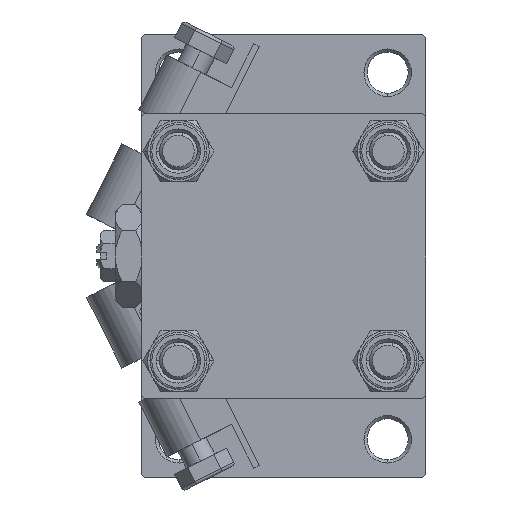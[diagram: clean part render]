
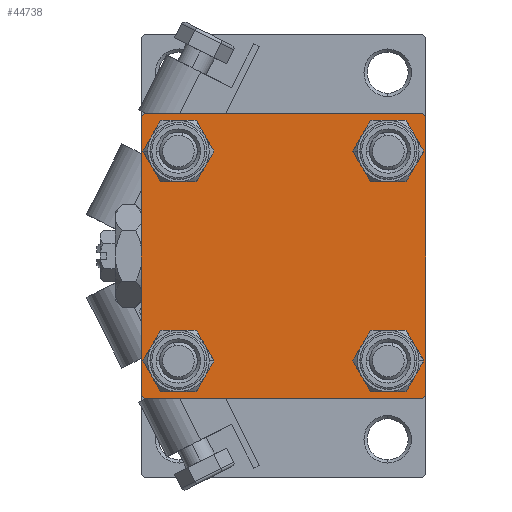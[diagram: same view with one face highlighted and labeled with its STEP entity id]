
A CAD part, left-side view. The second image highlights one B-rep face of the part: STEP entity #44738.
In plain terms, the highlighted planar face has unit normal (-1, 0, 0).
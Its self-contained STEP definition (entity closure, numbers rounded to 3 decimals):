
#125 = VECTOR ( 'NONE', #31890, 1000. ) ;
#359 = DIRECTION ( 'NONE',  ( 0., -0.707, -0.707 ) ) ;
#628 = DIRECTION ( 'NONE',  ( 0., 0., 1. ) ) ;
#791 = CARTESIAN_POINT ( 'NONE',  ( 0., -16.6, -16.6 ) ) ;
#1264 = VERTEX_POINT ( 'NONE', #28942 ) ;
#1517 = LINE ( 'NONE', #36507, #16581 ) ;
#2031 = FACE_OUTER_BOUND ( 'NONE', #46139, .T. ) ;
#2535 = CARTESIAN_POINT ( 'NONE',  ( 0., 0., 0. ) ) ;
#3150 = DIRECTION ( 'NONE',  ( 0., 0.707, 0.707 ) ) ;
#3371 = ORIENTED_EDGE ( 'NONE', *, *, #31632, .T. ) ;
#4249 = LINE ( 'NONE', #15917, #125 ) ;
#4610 = VERTEX_POINT ( 'NONE', #37346 ) ;
#4626 = DIRECTION ( 'NONE',  ( 0., 0., 1. ) ) ;
#5570 = CARTESIAN_POINT ( 'NONE',  ( 0., -22.5, 22.5 ) ) ;
#6098 = DIRECTION ( 'NONE',  ( 1., 0., 0. ) ) ;
#6593 = CARTESIAN_POINT ( 'NONE',  ( 0., -16.6, 16.6 ) ) ;
#7358 = VERTEX_POINT ( 'NONE', #8256 ) ;
#7768 = CIRCLE ( 'NONE', #36124, 3.5 ) ;
#8031 = EDGE_CURVE ( 'NONE', #18648, #36755, #48990, .T. ) ;
#8256 = CARTESIAN_POINT ( 'NONE',  ( 0., -16.6, 13.1 ) ) ;
#8454 = CARTESIAN_POINT ( 'NONE',  ( 0., -22., -22.5 ) ) ;
#9051 = LINE ( 'NONE', #24514, #26082 ) ;
#9109 = ORIENTED_EDGE ( 'NONE', *, *, #25952, .T. ) ;
#10508 = LINE ( 'NONE', #26722, #47176 ) ;
#11331 = CARTESIAN_POINT ( 'NONE',  ( 0., 16.6, -20.1 ) ) ;
#11354 = DIRECTION ( 'NONE',  ( 0., 0., 1. ) ) ;
#11363 = EDGE_CURVE ( 'NONE', #49184, #13198, #28266, .T. ) ;
#11467 = DIRECTION ( 'NONE',  ( 1., 0., 0. ) ) ;
#11591 = DIRECTION ( 'NONE',  ( 0., 0., 1. ) ) ;
#11871 = EDGE_CURVE ( 'NONE', #4610, #45083, #36995, .T. ) ;
#12312 = VECTOR ( 'NONE', #24592, 1000. ) ;
#12701 = DIRECTION ( 'NONE',  ( 1., 0., 0. ) ) ;
#13198 = VERTEX_POINT ( 'NONE', #38933 ) ;
#13386 = AXIS2_PLACEMENT_3D ( 'NONE', #2535, #17770, #28936 ) ;
#13512 = ORIENTED_EDGE ( 'NONE', *, *, #34490, .T. ) ;
#13670 = EDGE_LOOP ( 'NONE', ( #27242, #39126 ) ) ;
#13904 = CIRCLE ( 'NONE', #42242, 3.5 ) ;
#15179 = CIRCLE ( 'NONE', #43526, 3.5 ) ;
#15778 = CARTESIAN_POINT ( 'NONE',  ( 0., -22.5, -22. ) ) ;
#15917 = CARTESIAN_POINT ( 'NONE',  ( 0., 22.25, 22.25 ) ) ;
#15998 = DIRECTION ( 'NONE',  ( 0., 0., 1. ) ) ;
#16111 = DIRECTION ( 'NONE',  ( 1., 0., 0. ) ) ;
#16356 = EDGE_CURVE ( 'NONE', #43361, #7358, #15179, .T. ) ;
#16581 = VECTOR ( 'NONE', #28911, 1000. ) ;
#17770 = DIRECTION ( 'NONE',  ( -1., 0., 0. ) ) ;
#17819 = LINE ( 'NONE', #18312, #21290 ) ;
#18255 = FACE_BOUND ( 'NONE', #45876, .T. ) ;
#18312 = CARTESIAN_POINT ( 'NONE',  ( 0., 22.5, -22.5 ) ) ;
#18335 = EDGE_CURVE ( 'NONE', #36755, #18648, #34642, .T. ) ;
#18469 = CARTESIAN_POINT ( 'NONE',  ( 0., 16.6, -16.6 ) ) ;
#18648 = VERTEX_POINT ( 'NONE', #29559 ) ;
#19463 = DIRECTION ( 'NONE',  ( 1., 0., 0. ) ) ;
#20048 = CARTESIAN_POINT ( 'NONE',  ( 0., 16.6, 16.6 ) ) ;
#20447 = CARTESIAN_POINT ( 'NONE',  ( 0., -22.5, 22. ) ) ;
#21290 = VECTOR ( 'NONE', #25419, 1000. ) ;
#21573 = DIRECTION ( 'NONE',  ( 0., 0., 1. ) ) ;
#22059 = PLANE ( 'NONE',  #13386 ) ;
#23146 = CARTESIAN_POINT ( 'NONE',  ( 0., -16.6, 16.6 ) ) ;
#23898 = CARTESIAN_POINT ( 'NONE',  ( 0., -16.6, -16.6 ) ) ;
#24514 = CARTESIAN_POINT ( 'NONE',  ( 0., 22.5, 22.5 ) ) ;
#24592 = DIRECTION ( 'NONE',  ( 0., 0., -1. ) ) ;
#25062 = CARTESIAN_POINT ( 'NONE',  ( 0., 22.5, 22. ) ) ;
#25419 = DIRECTION ( 'NONE',  ( 0., -1., 0. ) ) ;
#25860 = FACE_BOUND ( 'NONE', #13670, .T. ) ;
#25950 = VERTEX_POINT ( 'NONE', #46941 ) ;
#25952 = EDGE_CURVE ( 'NONE', #45083, #4610, #13904, .T. ) ;
#26062 = CARTESIAN_POINT ( 'NONE',  ( 0., 16.6, 16.6 ) ) ;
#26082 = VECTOR ( 'NONE', #29080, 1000. ) ;
#26108 = FACE_BOUND ( 'NONE', #35461, .T. ) ;
#26722 = CARTESIAN_POINT ( 'NONE',  ( 0., -22.25, 22.25 ) ) ;
#27242 = ORIENTED_EDGE ( 'NONE', *, *, #16356, .T. ) ;
#27288 = ORIENTED_EDGE ( 'NONE', *, *, #42785, .T. ) ;
#27561 = CARTESIAN_POINT ( 'NONE',  ( 0., 16.6, -16.6 ) ) ;
#28048 = ORIENTED_EDGE ( 'NONE', *, *, #11871, .T. ) ;
#28158 = VERTEX_POINT ( 'NONE', #15778 ) ;
#28266 = LINE ( 'NONE', #31820, #38630 ) ;
#28911 = DIRECTION ( 'NONE',  ( 0., -1., 0. ) ) ;
#28936 = DIRECTION ( 'NONE',  ( 0., 0., 1. ) ) ;
#28942 = CARTESIAN_POINT ( 'NONE',  ( 0., -16.6, -13.1 ) ) ;
#29080 = DIRECTION ( 'NONE',  ( 0., 0., -1. ) ) ;
#29158 = EDGE_CURVE ( 'NONE', #35826, #28158, #39624, .T. ) ;
#29373 = EDGE_CURVE ( 'NONE', #30955, #33473, #4249, .T. ) ;
#29559 = CARTESIAN_POINT ( 'NONE',  ( 0., 16.6, -13.1 ) ) ;
#29809 = AXIS2_PLACEMENT_3D ( 'NONE', #27561, #50152, #11591 ) ;
#30124 = CARTESIAN_POINT ( 'NONE',  ( 0., 16.6, 20.1 ) ) ;
#30356 = EDGE_CURVE ( 'NONE', #37843, #28158, #32701, .T. ) ;
#30955 = VERTEX_POINT ( 'NONE', #40940 ) ;
#31632 = EDGE_CURVE ( 'NONE', #37843, #25950, #10508, .T. ) ;
#31820 = CARTESIAN_POINT ( 'NONE',  ( 0., 22.25, -22.25 ) ) ;
#31851 = ORIENTED_EDGE ( 'NONE', *, *, #29158, .T. ) ;
#31890 = DIRECTION ( 'NONE',  ( 0., 0.707, -0.707 ) ) ;
#32701 = LINE ( 'NONE', #5570, #12312 ) ;
#33202 = ORIENTED_EDGE ( 'NONE', *, *, #39939, .F. ) ;
#33433 = CARTESIAN_POINT ( 'NONE',  ( 0., -22.25, -22.25 ) ) ;
#33473 = VERTEX_POINT ( 'NONE', #25062 ) ;
#33722 = AXIS2_PLACEMENT_3D ( 'NONE', #23898, #39370, #4626 ) ;
#33725 = FACE_BOUND ( 'NONE', #36965, .T. ) ;
#34490 = EDGE_CURVE ( 'NONE', #33473, #49184, #9051, .T. ) ;
#34642 = CIRCLE ( 'NONE', #29809, 3.5 ) ;
#35146 = CARTESIAN_POINT ( 'NONE',  ( 0., 22.5, -22. ) ) ;
#35306 = DIRECTION ( 'NONE',  ( 0., 0., 1. ) ) ;
#35461 = EDGE_LOOP ( 'NONE', ( #41428, #44740 ) ) ;
#35826 = VERTEX_POINT ( 'NONE', #8454 ) ;
#36020 = AXIS2_PLACEMENT_3D ( 'NONE', #18469, #16111, #628 ) ;
#36065 = EDGE_CURVE ( 'NONE', #13198, #35826, #17819, .T. ) ;
#36124 = AXIS2_PLACEMENT_3D ( 'NONE', #791, #11467, #42656 ) ;
#36150 = CIRCLE ( 'NONE', #33722, 3.5 ) ;
#36507 = CARTESIAN_POINT ( 'NONE',  ( 0., 22.5, 22.5 ) ) ;
#36755 = VERTEX_POINT ( 'NONE', #11331 ) ;
#36965 = EDGE_LOOP ( 'NONE', ( #9109, #28048 ) ) ;
#36995 = CIRCLE ( 'NONE', #45921, 3.5 ) ;
#37346 = CARTESIAN_POINT ( 'NONE',  ( 0., 16.6, 13.1 ) ) ;
#37532 = VERTEX_POINT ( 'NONE', #47400 ) ;
#37843 = VERTEX_POINT ( 'NONE', #20447 ) ;
#37975 = CARTESIAN_POINT ( 'NONE',  ( 0., -16.6, 20.1 ) ) ;
#38615 = DIRECTION ( 'NONE',  ( 1., 0., 0. ) ) ;
#38630 = VECTOR ( 'NONE', #359, 1000. ) ;
#38933 = CARTESIAN_POINT ( 'NONE',  ( 0., 22., -22.5 ) ) ;
#39126 = ORIENTED_EDGE ( 'NONE', *, *, #43009, .T. ) ;
#39370 = DIRECTION ( 'NONE',  ( 1., 0., 0. ) ) ;
#39624 = LINE ( 'NONE', #33433, #41406 ) ;
#39939 = EDGE_CURVE ( 'NONE', #30955, #25950, #1517, .T. ) ;
#40592 = ORIENTED_EDGE ( 'NONE', *, *, #30356, .F. ) ;
#40940 = CARTESIAN_POINT ( 'NONE',  ( 0., 22., 22.5 ) ) ;
#41071 = ORIENTED_EDGE ( 'NONE', *, *, #11363, .T. ) ;
#41176 = ORIENTED_EDGE ( 'NONE', *, *, #29373, .T. ) ;
#41406 = VECTOR ( 'NONE', #43430, 1000. ) ;
#41428 = ORIENTED_EDGE ( 'NONE', *, *, #8031, .T. ) ;
#41896 = ORIENTED_EDGE ( 'NONE', *, *, #36065, .T. ) ;
#42242 = AXIS2_PLACEMENT_3D ( 'NONE', #20048, #12701, #15998 ) ;
#42656 = DIRECTION ( 'NONE',  ( 0., 0., 1. ) ) ;
#42785 = EDGE_CURVE ( 'NONE', #1264, #37532, #7768, .T. ) ;
#43009 = EDGE_CURVE ( 'NONE', #7358, #43361, #49879, .T. ) ;
#43361 = VERTEX_POINT ( 'NONE', #37975 ) ;
#43430 = DIRECTION ( 'NONE',  ( 0., -0.707, 0.707 ) ) ;
#43526 = AXIS2_PLACEMENT_3D ( 'NONE', #23146, #38615, #35306 ) ;
#44738 = ADVANCED_FACE ( 'NONE', ( #25860, #18255, #26108, #33725, #2031 ), #22059, .T. ) ;
#44740 = ORIENTED_EDGE ( 'NONE', *, *, #18335, .T. ) ;
#45035 = AXIS2_PLACEMENT_3D ( 'NONE', #6593, #6098, #21573 ) ;
#45083 = VERTEX_POINT ( 'NONE', #30124 ) ;
#45769 = ORIENTED_EDGE ( 'NONE', *, *, #46675, .T. ) ;
#45876 = EDGE_LOOP ( 'NONE', ( #27288, #45769 ) ) ;
#45921 = AXIS2_PLACEMENT_3D ( 'NONE', #26062, #19463, #11354 ) ;
#46139 = EDGE_LOOP ( 'NONE', ( #13512, #41071, #41896, #31851, #40592, #3371, #33202, #41176 ) ) ;
#46675 = EDGE_CURVE ( 'NONE', #37532, #1264, #36150, .T. ) ;
#46941 = CARTESIAN_POINT ( 'NONE',  ( 0., -22., 22.5 ) ) ;
#47176 = VECTOR ( 'NONE', #3150, 1000. ) ;
#47400 = CARTESIAN_POINT ( 'NONE',  ( 0., -16.6, -20.1 ) ) ;
#48990 = CIRCLE ( 'NONE', #36020, 3.5 ) ;
#49184 = VERTEX_POINT ( 'NONE', #35146 ) ;
#49879 = CIRCLE ( 'NONE', #45035, 3.5 ) ;
#50152 = DIRECTION ( 'NONE',  ( 1., 0., 0. ) ) ;
